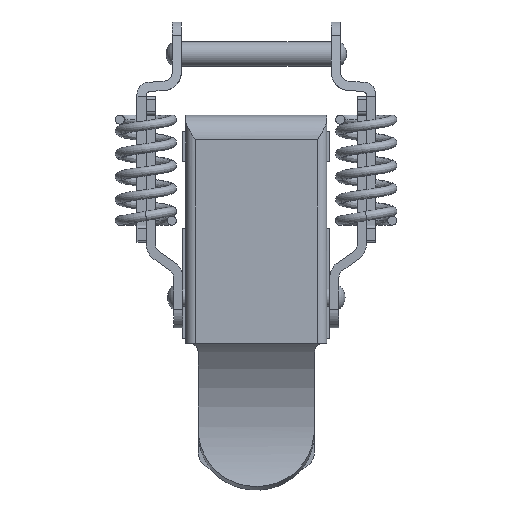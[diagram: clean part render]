
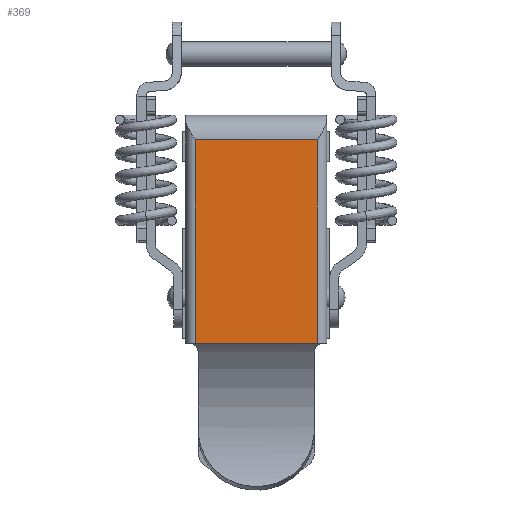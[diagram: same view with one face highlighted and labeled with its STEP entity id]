
A CAD part, front view. The second image highlights one B-rep face of the part: STEP entity #369.
In plain terms, the highlighted planar face has unit normal (0, -1, 0).
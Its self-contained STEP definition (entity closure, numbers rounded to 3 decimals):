
#369=ADVANCED_FACE('',(#1819),#1818,.F.);
#1818=PLANE('',#6776);
#1819=FACE_OUTER_BOUND('',#6777,.T.);
#6773=CARTESIAN_POINT('',(-12.,0.,-40.559));
#6774=DIRECTION('',(0.,1.,0.));
#6775=DIRECTION('',(0.,0.,1.));
#6776=AXIS2_PLACEMENT_3D('',#6773,#6774,#6775);
#6777=EDGE_LOOP('',(#7903,#7904,#7905,#7906));
#7903=ORIENTED_EDGE('',*,*,#8663,.F.);
#7904=ORIENTED_EDGE('',*,*,#8641,.T.);
#7905=ORIENTED_EDGE('',*,*,#8645,.T.);
#7906=ORIENTED_EDGE('',*,*,#8664,.T.);
#8641=EDGE_CURVE('',#11509,#11502,#11510,.T.);
#8645=EDGE_CURVE('',#11502,#11534,#11535,.T.);
#8663=EDGE_CURVE('',#11509,#11649,#11650,.T.);
#8664=EDGE_CURVE('',#11534,#11649,#11656,.T.);
#11502=VERTEX_POINT('',#14627);
#11509=VERTEX_POINT('',#14640);
#11510=LINE('',#14641,#14642);
#11534=VERTEX_POINT('',#14655);
#11535=LINE('',#14656,#14657);
#11649=VERTEX_POINT('',#14727);
#11650=LINE('',#14728,#14729);
#11656=LINE('',#14731,#14732);
#14627=CARTESIAN_POINT('',(10.,0.,-4.));
#14640=CARTESIAN_POINT('',(10.,0.,-37.236));
#14641=CARTESIAN_POINT('',(10.,0.,-37.236));
#14642=VECTOR('',#14643,33.236);
#14643=DIRECTION('',(0.,0.,1.));
#14655=CARTESIAN_POINT('',(-10.,0.,-4.));
#14656=CARTESIAN_POINT('',(10.,0.,-4.));
#14657=VECTOR('',#14658,20.);
#14658=DIRECTION('',(-1.,0.,0.));
#14727=CARTESIAN_POINT('',(-10.,0.,-37.236));
#14728=CARTESIAN_POINT('',(10.,0.,-37.236));
#14729=VECTOR('',#14730,20.);
#14730=DIRECTION('',(-1.,0.,0.));
#14731=CARTESIAN_POINT('',(-10.,0.,-4.));
#14732=VECTOR('',#14733,33.236);
#14733=DIRECTION('',(0.,0.,-1.));
